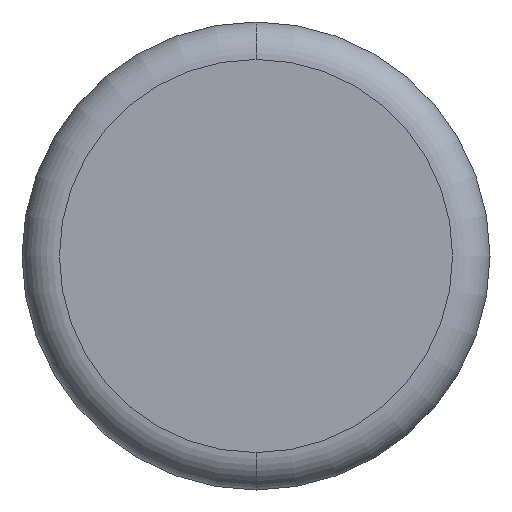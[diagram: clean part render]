
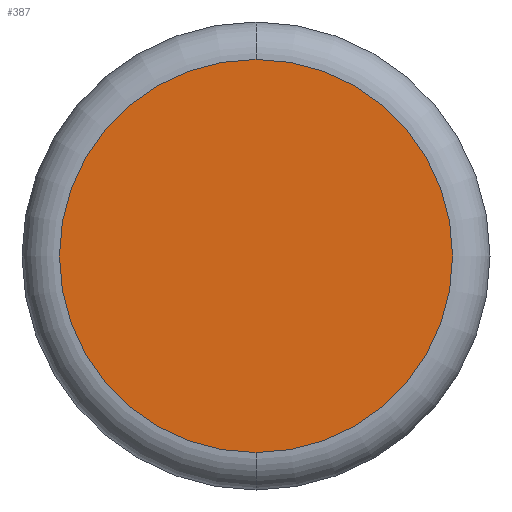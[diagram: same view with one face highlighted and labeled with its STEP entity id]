
A CAD part, front view. The second image highlights one B-rep face of the part: STEP entity #387.
In plain terms, the highlighted planar face has unit normal (0, -1, 0).
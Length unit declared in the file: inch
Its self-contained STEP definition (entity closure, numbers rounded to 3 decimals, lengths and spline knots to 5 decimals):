
#9 = VERTEX_POINT ( 'NONE', #245 ) ;
#72 = AXIS2_PLACEMENT_3D ( 'NONE', #479, #183, #277 ) ;
#75 = EDGE_CURVE ( 'NONE', #9, #423, #513, .T. ) ;
#146 = EDGE_CURVE ( 'NONE', #423, #9, #515, .T. ) ;
#153 = DIRECTION ( 'NONE',  ( 0., 0., -1. ) ) ;
#165 = PLANE ( 'NONE',  #187 ) ;
#171 = AXIS2_PLACEMENT_3D ( 'NONE', #394, #355, #153 ) ;
#183 = DIRECTION ( 'NONE',  ( 0., -1., 0. ) ) ;
#187 = AXIS2_PLACEMENT_3D ( 'NONE', #339, #381, #494 ) ;
#245 = CARTESIAN_POINT ( 'NONE',  ( 0., 0., 0.105 ) ) ;
#257 = ORIENTED_EDGE ( 'NONE', *, *, #146, .T. ) ;
#277 = DIRECTION ( 'NONE',  ( 0., 0., -1. ) ) ;
#324 = CARTESIAN_POINT ( 'NONE',  ( 0., 0., -0.105 ) ) ;
#339 = CARTESIAN_POINT ( 'NONE',  ( 0., 0., 0. ) ) ;
#355 = DIRECTION ( 'NONE',  ( 0., -1., 0. ) ) ;
#381 = DIRECTION ( 'NONE',  ( 0., -1., 0. ) ) ;
#387 = ADVANCED_FACE ( 'NONE', ( #407 ), #165, .T. ) ;
#394 = CARTESIAN_POINT ( 'NONE',  ( 0., 0., 0. ) ) ;
#407 = FACE_OUTER_BOUND ( 'NONE', #444, .T. ) ;
#423 = VERTEX_POINT ( 'NONE', #324 ) ;
#436 = ORIENTED_EDGE ( 'NONE', *, *, #75, .T. ) ;
#444 = EDGE_LOOP ( 'NONE', ( #257, #436 ) ) ;
#479 = CARTESIAN_POINT ( 'NONE',  ( 0., 0., 0. ) ) ;
#494 = DIRECTION ( 'NONE',  ( 0., 0., -1. ) ) ;
#513 = CIRCLE ( 'NONE', #171, 0.105 ) ;
#515 = CIRCLE ( 'NONE', #72, 0.105 ) ;
